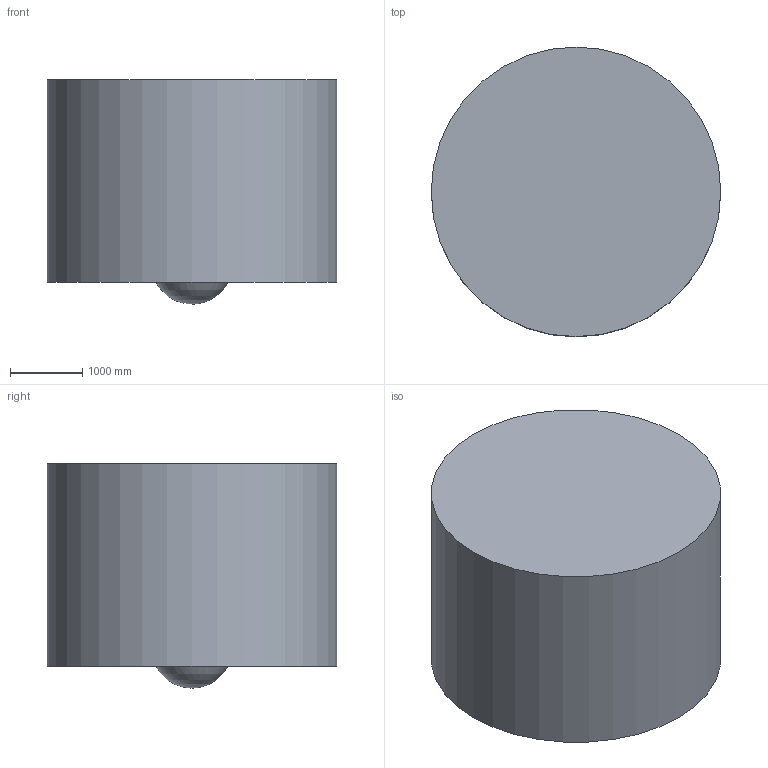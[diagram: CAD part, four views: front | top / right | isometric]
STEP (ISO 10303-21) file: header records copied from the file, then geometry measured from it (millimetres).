
FILE_DESCRIPTION(('FreeCAD Model'),'2;1');
FILE_NAME('bell.step', '2017-09-12T13:16:57',('Author'),(''), 'Open CASCADE STEP processor 6.8','FreeCAD','Unknown');
FILE_SCHEMA(('AUTOMOTIVE_DESIGN_CC2 { 1 2 10303 214 -1 1 5 4 }'));
Length unit declared in the file: millimetre
Products named in the file (3): ASSEMBLY; Cut; BELL003
Assembly tree (2 placements, depth 2):
  ASSEMBLY
    Cut
    BELL003
Bounding box: 4000 x 4000 x 3100 mm (x, y, z)
Volume: 35317784612.4 mm3; surface area: 79279049 mm2
Topology: 2 solids, 3 shells, 30 faces, 68 edges, 44 vertices
Faces by surface type: plane 12, cylinder 9, sphere 5, revolution 4
Full cylindrical faces by diameter (mm): 4000 x1
Entity records: 2029 total; most frequent: CARTESIAN_POINT 572, DIRECTION 290, ORIENTED_EDGE 130, PCURVE 130, DEFINITIONAL_REPRESENTATION 130, LINE 103, VECTOR 103, AXIS2_PLACEMENT_3D 79
